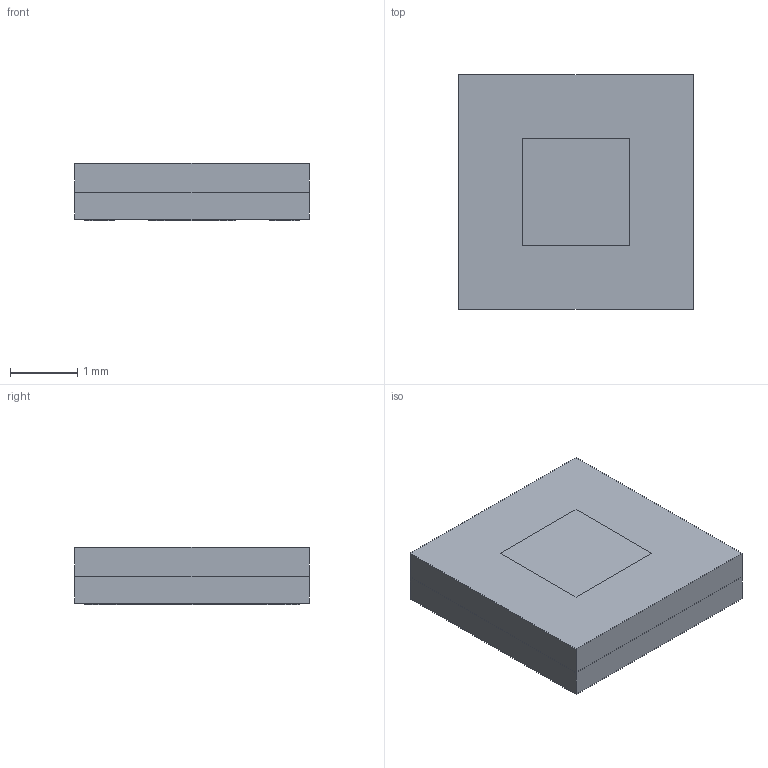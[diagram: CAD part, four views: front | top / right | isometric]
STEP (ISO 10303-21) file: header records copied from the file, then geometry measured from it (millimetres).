
FILE_DESCRIPTION (( 'STEP AP214' ), '1' );
FILE_NAME ('NVSW219C-V2.STEP', '2022-12-22T23:43:59', ( '' ), ( '' ), 'SwSTEP 2.0', 'SolidWorks 2022', '' );
FILE_SCHEMA (( 'AUTOMOTIVE_DESIGN' ));
Length unit declared in the file: metre
Products named in the file (4): Part1; Part2; NVSW219C-V2; Part3
Assembly tree (3 placements, depth 2):
  NVSW219C-V2
    Part3
    Part2
    Part1
Bounding box: 3.5 x 3.5 x 0.85 mm (x, y, z)
Volume: 10.3 mm3; surface area: 66.8 mm2
Topology: 3 solids, 3 shells, 50 faces, 120 edges, 80 vertices
Faces by surface type: plane 38, cylinder 12
Entity records: 1602 total; most frequent: CARTESIAN_POINT 256, DIRECTION 256, ORIENTED_EDGE 240, EDGE_CURVE 120, VECTOR 96, LINE 96, AXIS2_PLACEMENT_3D 80, VERTEX_POINT 80
